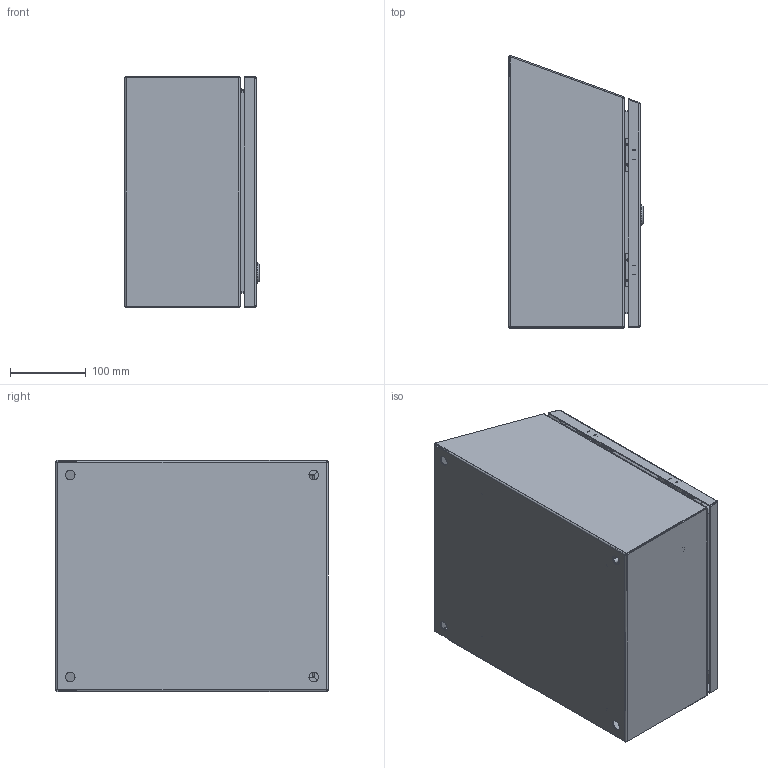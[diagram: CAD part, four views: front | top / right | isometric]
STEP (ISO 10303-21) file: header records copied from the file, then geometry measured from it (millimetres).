
FILE_DESCRIPTION (( 'STEP AP214' ), '1' );
FILE_NAME ('ST12126LG.STEP', '2019-07-16T10:58:27', ( '' ), ( '' ), 'SwSTEP 2.0', 'SolidWorks 2018', '' );
FILE_SCHEMA (( 'AUTOMOTIVE_DESIGN' ));
Length unit declared in the file: inch
Products named in the file (1): ST12126LG
Bounding box: 177.34 x 359.32 x 304.8 mm (x, y, z)
Volume: 744768.9 mm3; surface area: 985586.2 mm2
Topology: 21 solids, 22 shells, 632 faces, 1453 edges, 882 vertices
Faces by surface type: plane 303, cylinder 197, bspline 92, torus 24, cone 16
Entity records: 28274 total; most frequent: CARTESIAN_POINT 5912, ORIENTED_EDGE 2878, DIRECTION 2822, EDGE_CURVE 1439, AXIS2_PLACEMENT_3D 996, VERTEX_POINT 882, LINE 830, VECTOR 830
